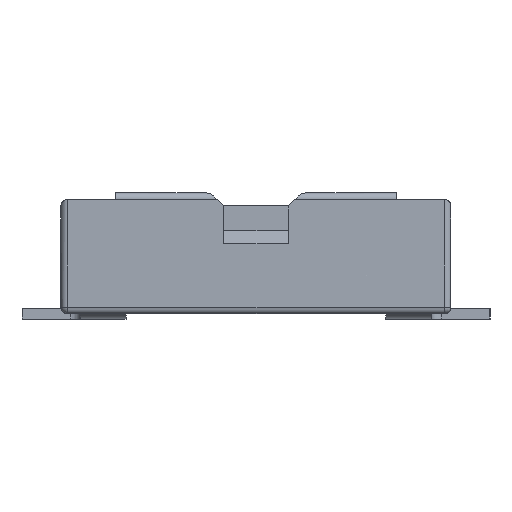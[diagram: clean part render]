
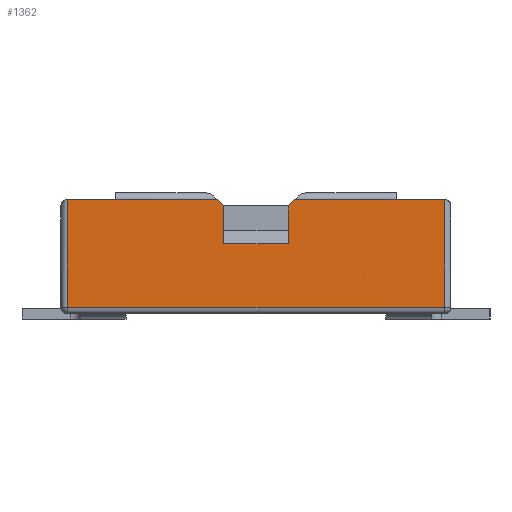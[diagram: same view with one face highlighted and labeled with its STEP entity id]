
A CAD part, left-side view. The second image highlights one B-rep face of the part: STEP entity #1362.
In plain terms, the highlighted planar face has unit normal (-1, 0, 0).
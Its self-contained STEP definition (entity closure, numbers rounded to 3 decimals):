
#1194 = EDGE_CURVE ( 'NONE', #1274, #1256, #19585, .T. ) ;
#1256 = VERTEX_POINT ( 'NONE', #19646 ) ;
#1274 = VERTEX_POINT ( 'NONE', #19681 ) ;
#1280 = VERTEX_POINT ( 'NONE', #19673 ) ;
#1282 = ORIENTED_EDGE ( 'NONE', *, *, #1283, .T. ) ;
#1283 = EDGE_CURVE ( 'NONE', #1367, #1354, #19670, .T. ) ;
#1286 = VERTEX_POINT ( 'NONE', #19732 ) ;
#1293 = EDGE_LOOP ( 'NONE', ( #1301, #1368, #1360, #1305, #1282, #1355, #1370, #1347, #1374, #1377, #1380, #1383 ) ) ;
#1297 = EDGE_CURVE ( 'NONE', #1256, #1369, #19710, .T. ) ;
#1300 = EDGE_CURVE ( 'NONE', #1354, #1286, #19767, .T. ) ;
#1301 = ORIENTED_EDGE ( 'NONE', *, *, #1194, .T. ) ;
#1304 = EDGE_CURVE ( 'NONE', #1369, #1361, #19762, .T. ) ;
#1305 = ORIENTED_EDGE ( 'NONE', *, *, #1366, .F. ) ;
#1347 = ORIENTED_EDGE ( 'NONE', *, *, #1372, .F. ) ;
#1354 = VERTEX_POINT ( 'NONE', #19800 ) ;
#1355 = ORIENTED_EDGE ( 'NONE', *, *, #1300, .T. ) ;
#1356 = EDGE_CURVE ( 'NONE', #1280, #1286, #19861, .T. ) ;
#1360 = ORIENTED_EDGE ( 'NONE', *, *, #1304, .T. ) ;
#1361 = VERTEX_POINT ( 'NONE', #19848 ) ;
#1362 = ADVANCED_FACE ( 'NONE', ( #19847 ), #19846, .T. ) ;
#1366 = EDGE_CURVE ( 'NONE', #1367, #1361, #19837, .T. ) ;
#1367 = VERTEX_POINT ( 'NONE', #19832 ) ;
#1368 = ORIENTED_EDGE ( 'NONE', *, *, #1297, .T. ) ;
#1369 = VERTEX_POINT ( 'NONE', #19833 ) ;
#1370 = ORIENTED_EDGE ( 'NONE', *, *, #1356, .F. ) ;
#1372 = EDGE_CURVE ( 'NONE', #1373, #1280, #19889, .T. ) ;
#1373 = VERTEX_POINT ( 'NONE', #19885 ) ;
#1374 = ORIENTED_EDGE ( 'NONE', *, *, #1375, .F. ) ;
#1375 = EDGE_CURVE ( 'NONE', #1376, #1373, #19884, .T. ) ;
#1376 = VERTEX_POINT ( 'NONE', #19880 ) ;
#1377 = ORIENTED_EDGE ( 'NONE', *, *, #1378, .F. ) ;
#1378 = EDGE_CURVE ( 'NONE', #1379, #1376, #19879, .T. ) ;
#1379 = VERTEX_POINT ( 'NONE', #19875 ) ;
#1380 = ORIENTED_EDGE ( 'NONE', *, *, #1381, .T. ) ;
#1381 = EDGE_CURVE ( 'NONE', #1379, #1382, #19874, .T. ) ;
#1382 = VERTEX_POINT ( 'NONE', #19870 ) ;
#1383 = ORIENTED_EDGE ( 'NONE', *, *, #1384, .T. ) ;
#1384 = EDGE_CURVE ( 'NONE', #1382, #1274, #19869, .T. ) ;
#18481 = DIRECTION ( 'NONE',  ( 0., 1., 0. ) ) ;
#18482 = VECTOR ( 'NONE', #18481, 1000. ) ;
#19582 = DIRECTION ( 'NONE',  ( 0., 1., 0. ) ) ;
#19583 = VECTOR ( 'NONE', #19582, 1000. ) ;
#19584 = CARTESIAN_POINT ( 'NONE',  ( -3.85, -1.5, 0.92 ) ) ;
#19585 = LINE ( 'NONE', #19584, #19583 ) ;
#19646 = CARTESIAN_POINT ( 'NONE',  ( -3.85, -1.08, 0.92 ) ) ;
#19669 = CARTESIAN_POINT ( 'NONE',  ( -3.85, 0., 0.58 ) ) ;
#19670 = LINE ( 'NONE', #19669, #18482 ) ;
#19673 = CARTESIAN_POINT ( 'NONE',  ( -3.85, 0.3, 0.92 ) ) ;
#19681 = CARTESIAN_POINT ( 'NONE',  ( -3.85, -1.45, 0.92 ) ) ;
#19707 = DIRECTION ( 'NONE',  ( 0., 1., 0. ) ) ;
#19708 = VECTOR ( 'NONE', #19707, 1000. ) ;
#19709 = CARTESIAN_POINT ( 'NONE',  ( -3.85, -1.5, 0.92 ) ) ;
#19710 = LINE ( 'NONE', #19709, #19708 ) ;
#19732 = CARTESIAN_POINT ( 'NONE',  ( -3.85, 0.25, 0.87 ) ) ;
#19759 = DIRECTION ( 'NONE',  ( 0., 0.707, -0.707 ) ) ;
#19760 = VECTOR ( 'NONE', #19759, 1000. ) ;
#19761 = CARTESIAN_POINT ( 'NONE',  ( -3.85, -0.9, 1.52 ) ) ;
#19762 = LINE ( 'NONE', #19761, #19760 ) ;
#19764 = DIRECTION ( 'NONE',  ( 0., 0., 1. ) ) ;
#19765 = VECTOR ( 'NONE', #19764, 1000. ) ;
#19766 = CARTESIAN_POINT ( 'NONE',  ( -3.85, 0.25, 0.92 ) ) ;
#19767 = LINE ( 'NONE', #19766, #19765 ) ;
#19800 = CARTESIAN_POINT ( 'NONE',  ( -3.85, 0.25, 0.58 ) ) ;
#19832 = CARTESIAN_POINT ( 'NONE',  ( -3.85, -0.25, 0.58 ) ) ;
#19833 = CARTESIAN_POINT ( 'NONE',  ( -3.85, -0.3, 0.92 ) ) ;
#19834 = DIRECTION ( 'NONE',  ( 0., 0., 1. ) ) ;
#19835 = VECTOR ( 'NONE', #19834, 1000. ) ;
#19836 = CARTESIAN_POINT ( 'NONE',  ( -3.85, -0.25, 0.92 ) ) ;
#19837 = LINE ( 'NONE', #19836, #19835 ) ;
#19842 = DIRECTION ( 'NONE',  ( 0., -1., 0. ) ) ;
#19843 = DIRECTION ( 'NONE',  ( -1., 0., 0. ) ) ;
#19844 = CARTESIAN_POINT ( 'NONE',  ( -3.85, -1.5, 0.92 ) ) ;
#19845 = AXIS2_PLACEMENT_3D ( 'NONE', #19844, #19843, #19842 ) ;
#19846 = PLANE ( 'NONE',  #19845 ) ;
#19847 = FACE_OUTER_BOUND ( 'NONE', #1293, .T. ) ;
#19848 = CARTESIAN_POINT ( 'NONE',  ( -3.85, -0.25, 0.87 ) ) ;
#19858 = DIRECTION ( 'NONE',  ( 0., -0.707, -0.707 ) ) ;
#19859 = VECTOR ( 'NONE', #19858, 1000. ) ;
#19860 = CARTESIAN_POINT ( 'NONE',  ( -3.85, 0.9, 1.52 ) ) ;
#19861 = LINE ( 'NONE', #19860, #19859 ) ;
#19866 = DIRECTION ( 'NONE',  ( 0., 0., 1. ) ) ;
#19867 = VECTOR ( 'NONE', #19866, 1000. ) ;
#19868 = CARTESIAN_POINT ( 'NONE',  ( -3.85, -1.45, 0.92 ) ) ;
#19869 = LINE ( 'NONE', #19868, #19867 ) ;
#19870 = CARTESIAN_POINT ( 'NONE',  ( -3.85, -1.45, 0.09 ) ) ;
#19871 = DIRECTION ( 'NONE',  ( 0., -1., 0. ) ) ;
#19872 = VECTOR ( 'NONE', #19871, 1000. ) ;
#19873 = CARTESIAN_POINT ( 'NONE',  ( -3.85, -1.5, 0.09 ) ) ;
#19874 = LINE ( 'NONE', #19873, #19872 ) ;
#19875 = CARTESIAN_POINT ( 'NONE',  ( -3.85, 1.45, 0.09 ) ) ;
#19876 = DIRECTION ( 'NONE',  ( 0., 0., 1. ) ) ;
#19877 = VECTOR ( 'NONE', #19876, 1000. ) ;
#19878 = CARTESIAN_POINT ( 'NONE',  ( -3.85, 1.45, 0.92 ) ) ;
#19879 = LINE ( 'NONE', #19878, #19877 ) ;
#19880 = CARTESIAN_POINT ( 'NONE',  ( -3.85, 1.45, 0.92 ) ) ;
#19881 = DIRECTION ( 'NONE',  ( 0., -1., 0. ) ) ;
#19882 = VECTOR ( 'NONE', #19881, 1000. ) ;
#19883 = CARTESIAN_POINT ( 'NONE',  ( -3.85, 1.5, 0.92 ) ) ;
#19884 = LINE ( 'NONE', #19883, #19882 ) ;
#19885 = CARTESIAN_POINT ( 'NONE',  ( -3.85, 1.08, 0.92 ) ) ;
#19886 = DIRECTION ( 'NONE',  ( 0., -1., 0. ) ) ;
#19887 = VECTOR ( 'NONE', #19886, 1000. ) ;
#19888 = CARTESIAN_POINT ( 'NONE',  ( -3.85, 1.5, 0.92 ) ) ;
#19889 = LINE ( 'NONE', #19888, #19887 ) ;
